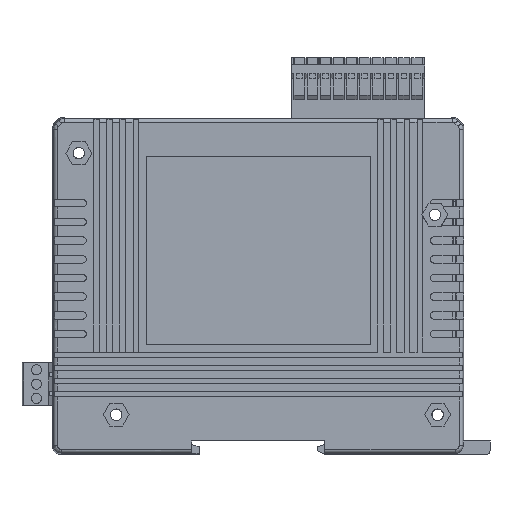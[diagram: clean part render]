
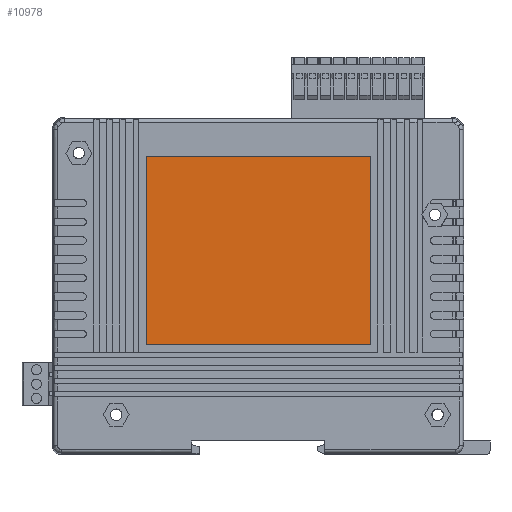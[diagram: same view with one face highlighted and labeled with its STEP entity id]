
A CAD part, left-side view. The second image highlights one B-rep face of the part: STEP entity #10978.
In plain terms, the highlighted face is planar.
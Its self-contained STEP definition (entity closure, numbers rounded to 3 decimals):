
#5019 = LINE ( 'NONE', #76426, #60688 ) ;
#10254 = CARTESIAN_POINT ( 'NONE',  ( -29.392, -16.894, -19.971 ) ) ;
#10392 = LINE ( 'NONE', #61394, #66100 ) ;
#10978 = ADVANCED_FACE ( 'NONE', ( #24850 ), #84680, .T. ) ;
#16198 = EDGE_LOOP ( 'NONE', ( #33661, #82045, #84992, #20735 ) ) ;
#16413 = VERTEX_POINT ( 'NONE', #81976 ) ;
#20627 = CARTESIAN_POINT ( 'NONE',  ( -29.392, -16.894, -70.429 ) ) ;
#20735 = ORIENTED_EDGE ( 'NONE', *, *, #24525, .F. ) ;
#24525 = EDGE_CURVE ( 'NONE', #38661, #52064, #5019, .T. ) ;
#24850 = FACE_OUTER_BOUND ( 'NONE', #16198, .T. ) ;
#27881 = DIRECTION ( 'NONE',  ( -1., 0., 0. ) ) ;
#33661 = ORIENTED_EDGE ( 'NONE', *, *, #75817, .T. ) ;
#36375 = LINE ( 'NONE', #20627, #75101 ) ;
#38661 = VERTEX_POINT ( 'NONE', #43261 ) ;
#39177 = EDGE_CURVE ( 'NONE', #93821, #16413, #36375, .T. ) ;
#39452 = DIRECTION ( 'NONE',  ( 0., 0., -1. ) ) ;
#41079 = CARTESIAN_POINT ( 'NONE',  ( -29.392, -16.894, -70.429 ) ) ;
#43261 = CARTESIAN_POINT ( 'NONE',  ( -29.392, -16.894, -19.971 ) ) ;
#48374 = DIRECTION ( 'NONE',  ( 0., 0., 1. ) ) ;
#48992 = VECTOR ( 'NONE', #83037, 1000. ) ;
#49781 = CARTESIAN_POINT ( 'NONE',  ( -29.392, -16.894, -70.429 ) ) ;
#52064 = VERTEX_POINT ( 'NONE', #88113 ) ;
#52608 = AXIS2_PLACEMENT_3D ( 'NONE', #41079, #91991, #48374 ) ;
#60688 = VECTOR ( 'NONE', #83460, 1000. ) ;
#61394 = CARTESIAN_POINT ( 'NONE',  ( -89.392, -16.894, -19.971 ) ) ;
#66100 = VECTOR ( 'NONE', #39452, 1000. ) ;
#75101 = VECTOR ( 'NONE', #27881, 1000. ) ;
#75215 = LINE ( 'NONE', #10254, #48992 ) ;
#75817 = EDGE_CURVE ( 'NONE', #38661, #93821, #75215, .T. ) ;
#75849 = EDGE_CURVE ( 'NONE', #52064, #16413, #10392, .T. ) ;
#76426 = CARTESIAN_POINT ( 'NONE',  ( -29.392, -16.894, -19.971 ) ) ;
#81976 = CARTESIAN_POINT ( 'NONE',  ( -89.392, -16.894, -70.429 ) ) ;
#82045 = ORIENTED_EDGE ( 'NONE', *, *, #39177, .T. ) ;
#83037 = DIRECTION ( 'NONE',  ( 0., 0., -1. ) ) ;
#83460 = DIRECTION ( 'NONE',  ( -1., 0., 0. ) ) ;
#84680 = PLANE ( 'NONE',  #52608 ) ;
#84992 = ORIENTED_EDGE ( 'NONE', *, *, #75849, .F. ) ;
#88113 = CARTESIAN_POINT ( 'NONE',  ( -89.392, -16.894, -19.971 ) ) ;
#91991 = DIRECTION ( 'NONE',  ( 0., 1., 0. ) ) ;
#93821 = VERTEX_POINT ( 'NONE', #49781 ) ;
